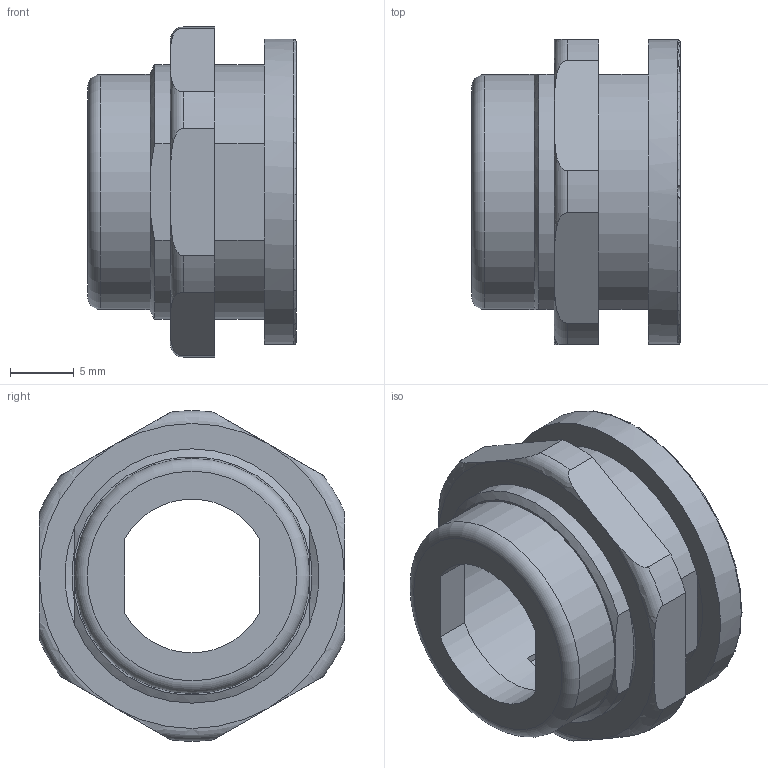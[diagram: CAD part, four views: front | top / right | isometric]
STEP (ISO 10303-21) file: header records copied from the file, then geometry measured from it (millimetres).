
FILE_DESCRIPTION(/* description */ (''),/* implementation_level */ '2;1');
FILE_NAME(/* name */ '08-2433-000-000_bg.stp',/* time_stamp */ '2010-12-21T14:41:32+01:00',/* author */ (''),/* organization */ (''),/* preprocessor_version */ 'ST-DEVELOPER v11',/* originating_system */ 'UGS - NX 5.0',/* authorisation */ '');
FILE_SCHEMA (('CONFIG_CONTROL_DESIGN'));
Length unit declared in the file: millimetre
Products named in the file (1): cerlCCF4rrb3
Bounding box: 16.4 x 24 x 25.98 mm (x, y, z)
Volume: 2609.7 mm3; surface area: 3022.4 mm2
Topology: 1 solids, 1 shells, 74 faces, 184 edges, 113 vertices
Faces by surface type: plane 31, cylinder 25, cone 9, torus 9
Full cylindrical faces by diameter (mm): 16.2 x1, 18.5 x1, 20.1 x1, 24 x1
Entity records: 2490 total; most frequent: CARTESIAN_POINT 679, DIRECTION 368, ORIENTED_EDGE 352, EDGE_CURVE 176, AXIS2_PLACEMENT_3D 149, VERTEX_POINT 110, EDGE_LOOP 86, ADVANCED_FACE 74
